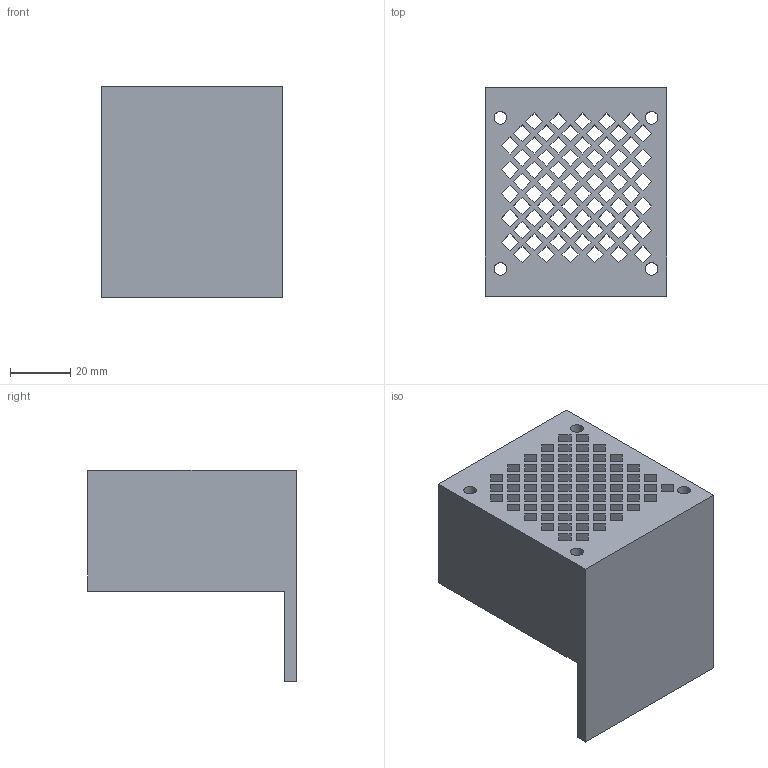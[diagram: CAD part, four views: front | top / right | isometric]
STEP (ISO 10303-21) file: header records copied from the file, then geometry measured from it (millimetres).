
FILE_DESCRIPTION(/* description */ (''),/* implementation_level */ '2;1');
FILE_NAME(/* name */ 'Carbon Test Fan Holder A3 - Body 4mm holes.step',/* time_stamp */ '2024-02-27T15:09:18-07:00',/* author */ (''),/* organization */ (''),/* preprocessor_version */ 'ST-DEVELOPER v20',/* originating_system */ 'Autodesk Translation Framework v12.20.1.177',/* authorisation */ '');
FILE_SCHEMA (('AUTOMOTIVE_DESIGN { 1 0 10303 214 3 1 1 }'));
Length unit declared in the file: millimetre
Products named in the file (1): Holder
Bounding box: 60 x 69 x 70 mm (x, y, z)
Volume: 52791.6 mm3; surface area: 38137.2 mm2
Topology: 1 solids, 1 shells, 596 faces, 1798 edges, 1198 vertices
Faces by surface type: plane 592, cylinder 4
Full cylindrical faces by diameter (mm): 4.2 x4
Entity records: 20399 total; most frequent: ORIENTED_EDGE 3596, CARTESIAN_POINT 3593, DIRECTION 3012, EDGE_CURVE 1798, LINE 1778, VECTOR 1778, VERTEX_POINT 1198, EDGE_LOOP 890
